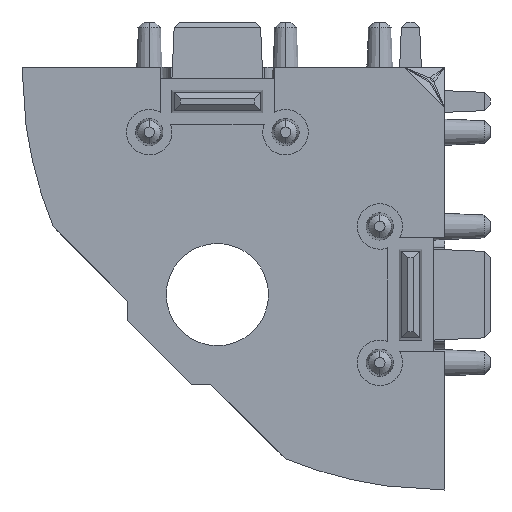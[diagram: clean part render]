
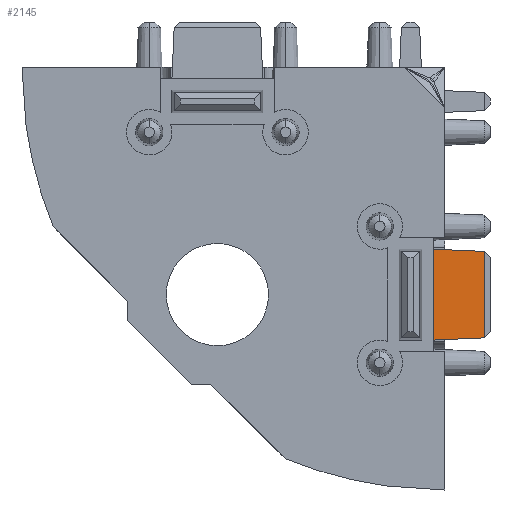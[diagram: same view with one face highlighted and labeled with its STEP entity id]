
A CAD part, left-side view. The second image highlights one B-rep face of the part: STEP entity #2145.
In plain terms, the highlighted planar face has unit normal (-0.999, -0.044, 0).
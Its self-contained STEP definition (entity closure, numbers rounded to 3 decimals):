
#223 = CARTESIAN_POINT ( 'NONE',  ( 2.196, -3.5, -16.218 ) ) ;
#638 = FACE_OUTER_BOUND ( 'NONE', #6649, .T. ) ;
#781 = VERTEX_POINT ( 'NONE', #6160 ) ;
#1017 = LINE ( 'NONE', #2717, #2066 ) ;
#1370 = VECTOR ( 'NONE', #1909, 1000. ) ;
#1415 = VECTOR ( 'NONE', #6467, 1000. ) ;
#1579 = LINE ( 'NONE', #223, #1415 ) ;
#1583 = DIRECTION ( 'NONE',  ( 0., 0., -1. ) ) ;
#1781 = VERTEX_POINT ( 'NONE', #5873 ) ;
#1909 = DIRECTION ( 'NONE',  ( -0.044, 0.998, 0.044 ) ) ;
#2050 = EDGE_CURVE ( 'NONE', #1781, #6071, #2660, .T. ) ;
#2066 = VECTOR ( 'NONE', #6420, 1000. ) ;
#2145 = ADVANCED_FACE ( 'NONE', ( #638 ), #3227, .T. ) ;
#2218 = DIRECTION ( 'NONE',  ( 0.044, -0.999, 0. ) ) ;
#2591 = VERTEX_POINT ( 'NONE', #4008 ) ;
#2660 = LINE ( 'NONE', #5256, #5288 ) ;
#2716 = CARTESIAN_POINT ( 'NONE',  ( 2., 1., -16. ) ) ;
#2717 = CARTESIAN_POINT ( 'NONE',  ( 2., 1., -24. ) ) ;
#2825 = ORIENTED_EDGE ( 'NONE', *, *, #2050, .T. ) ;
#3227 = PLANE ( 'NONE',  #3616 ) ;
#3346 = EDGE_CURVE ( 'NONE', #2591, #781, #1579, .T. ) ;
#3616 = AXIS2_PLACEMENT_3D ( 'NONE', #2716, #5362, #2218 ) ;
#3728 = EDGE_CURVE ( 'NONE', #2591, #6071, #1017, .T. ) ;
#4008 = CARTESIAN_POINT ( 'NONE',  ( 2.196, -3.5, -23.804 ) ) ;
#4520 = ORIENTED_EDGE ( 'NONE', *, *, #6377, .T. ) ;
#5043 = CARTESIAN_POINT ( 'NONE',  ( 2., 1., -16. ) ) ;
#5234 = ORIENTED_EDGE ( 'NONE', *, *, #3728, .F. ) ;
#5256 = CARTESIAN_POINT ( 'NONE',  ( 2., 1., -16. ) ) ;
#5281 = CARTESIAN_POINT ( 'NONE',  ( 2., 1., -24. ) ) ;
#5288 = VECTOR ( 'NONE', #1583, 1000. ) ;
#5362 = DIRECTION ( 'NONE',  ( -0.999, -0.044, 0. ) ) ;
#5383 = LINE ( 'NONE', #5043, #1370 ) ;
#5873 = CARTESIAN_POINT ( 'NONE',  ( 2., 1., -16. ) ) ;
#6071 = VERTEX_POINT ( 'NONE', #5281 ) ;
#6160 = CARTESIAN_POINT ( 'NONE',  ( 2.196, -3.5, -16.196 ) ) ;
#6368 = ORIENTED_EDGE ( 'NONE', *, *, #3346, .T. ) ;
#6377 = EDGE_CURVE ( 'NONE', #781, #1781, #5383, .T. ) ;
#6420 = DIRECTION ( 'NONE',  ( -0.044, 0.998, -0.044 ) ) ;
#6467 = DIRECTION ( 'NONE',  ( 0., 0., 1. ) ) ;
#6649 = EDGE_LOOP ( 'NONE', ( #5234, #6368, #4520, #2825 ) ) ;
